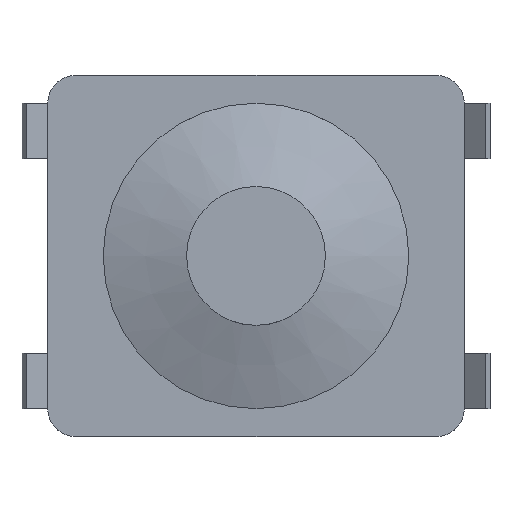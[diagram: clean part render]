
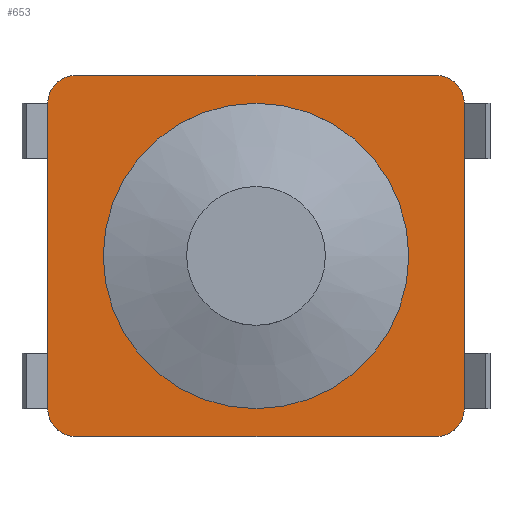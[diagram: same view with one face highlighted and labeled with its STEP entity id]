
A CAD part, top view. The second image highlights one B-rep face of the part: STEP entity #653.
In plain terms, the highlighted planar face has unit normal (0, 0, 1).
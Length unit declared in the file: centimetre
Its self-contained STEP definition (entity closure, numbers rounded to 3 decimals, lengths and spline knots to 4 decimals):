
#16=FACE_BOUND($,#103,.T.);
#17=FACE_BOUND($,#104,.T.);
#22=PLANE($,#716);
#103=EDGE_LOOP($,(#469));
#104=EDGE_LOOP($,(#470,#471,#472,#473,#474,#475,#476,#477));
#153=LINE($,#998,#221);
#156=LINE($,#1006,#224);
#157=LINE($,#1010,#225);
#158=LINE($,#1014,#226);
#221=VECTOR($,#792,0.26);
#224=VECTOR($,#799,0.22);
#225=VECTOR($,#802,0.26);
#226=VECTOR($,#805,0.22);
#288=CIRCLE($,#714,0.02);
#289=CIRCLE($,#717,0.11);
#290=CIRCLE($,#718,0.02);
#291=CIRCLE($,#719,0.02);
#292=CIRCLE($,#720,0.02);
#311=VERTEX_POINT($,#991);
#312=VERTEX_POINT($,#993);
#313=VERTEX_POINT($,#997);
#315=VERTEX_POINT($,#1003);
#316=VERTEX_POINT($,#1005);
#317=VERTEX_POINT($,#1007);
#318=VERTEX_POINT($,#1009);
#319=VERTEX_POINT($,#1011);
#320=VERTEX_POINT($,#1013);
#373=EDGE_CURVE($,#311,#312,#288,.T.);
#375=EDGE_CURVE($,#313,#312,#153,.F.);
#378=EDGE_CURVE($,#315,#315,#289,.T.);
#379=EDGE_CURVE($,#311,#316,#156,.F.);
#380=EDGE_CURVE($,#317,#316,#290,.T.);
#381=EDGE_CURVE($,#317,#318,#157,.F.);
#382=EDGE_CURVE($,#319,#318,#291,.T.);
#383=EDGE_CURVE($,#319,#320,#158,.F.);
#384=EDGE_CURVE($,#313,#320,#292,.T.);
#469=ORIENTED_EDGE($,*,*,#378,.T.);
#470=ORIENTED_EDGE($,*,*,#373,.F.);
#471=ORIENTED_EDGE($,*,*,#379,.T.);
#472=ORIENTED_EDGE($,*,*,#380,.F.);
#473=ORIENTED_EDGE($,*,*,#381,.T.);
#474=ORIENTED_EDGE($,*,*,#382,.F.);
#475=ORIENTED_EDGE($,*,*,#383,.T.);
#476=ORIENTED_EDGE($,*,*,#384,.F.);
#477=ORIENTED_EDGE($,*,*,#375,.T.);
#653=ADVANCED_FACE($,(#16,#17),#22,.T.);
#714=AXIS2_PLACEMENT_3D($,#994,#787,#788);
#716=AXIS2_PLACEMENT_3D($,#1002,#795,#796);
#717=AXIS2_PLACEMENT_3D($,#1004,#797,#798);
#718=AXIS2_PLACEMENT_3D($,#1008,#800,#801);
#719=AXIS2_PLACEMENT_3D($,#1012,#803,#804);
#720=AXIS2_PLACEMENT_3D($,#1015,#806,#807);
#787=DIRECTION('center_axis',(0.,0.,-1.));
#788=DIRECTION('ref_axis',(-0.707,0.707,0.));
#792=DIRECTION($,(1.,0.,0.));
#795=DIRECTION('center_axis',(0.,0.,1.));
#796=DIRECTION('ref_axis',(1.,0.,0.));
#797=DIRECTION('center_axis',(0.,0.,-1.));
#798=DIRECTION('ref_axis',(1.,0.,0.));
#799=DIRECTION($,(0.,1.,0.));
#800=DIRECTION('center_axis',(0.,0.,-1.));
#801=DIRECTION('ref_axis',(-0.707,-0.707,0.));
#802=DIRECTION($,(-1.,0.,0.));
#803=DIRECTION('center_axis',(0.,0.,-1.));
#804=DIRECTION('ref_axis',(0.707,-0.707,0.));
#805=DIRECTION($,(0.,-1.,0.));
#806=DIRECTION('center_axis',(0.,0.,-1.));
#807=DIRECTION('ref_axis',(0.707,0.707,0.));
#991=CARTESIAN_POINT('',(-0.15,0.11,0.04));
#993=CARTESIAN_POINT('',(-0.13,0.13,0.04));
#994=CARTESIAN_POINT('Origin',(-0.13,0.11,0.04));
#997=CARTESIAN_POINT('',(0.13,0.13,0.04));
#998=CARTESIAN_POINT($,(0.,0.13,0.04));
#1002=CARTESIAN_POINT('Origin',(0.,0.,0.04));
#1003=CARTESIAN_POINT('',(-0.11,0.,0.04));
#1004=CARTESIAN_POINT('Origin',(0.,0.,0.04));
#1005=CARTESIAN_POINT('',(-0.15,-0.11,0.04));
#1006=CARTESIAN_POINT($,(-0.15,0.,0.04));
#1007=CARTESIAN_POINT('',(-0.13,-0.13,0.04));
#1008=CARTESIAN_POINT('Origin',(-0.13,-0.11,0.04));
#1009=CARTESIAN_POINT('',(0.13,-0.13,0.04));
#1010=CARTESIAN_POINT($,(0.,-0.13,0.04));
#1011=CARTESIAN_POINT('',(0.15,-0.11,0.04));
#1012=CARTESIAN_POINT('Origin',(0.13,-0.11,0.04));
#1013=CARTESIAN_POINT('',(0.15,0.11,0.04));
#1014=CARTESIAN_POINT($,(0.15,0.,0.04));
#1015=CARTESIAN_POINT('Origin',(0.13,0.11,0.04));
